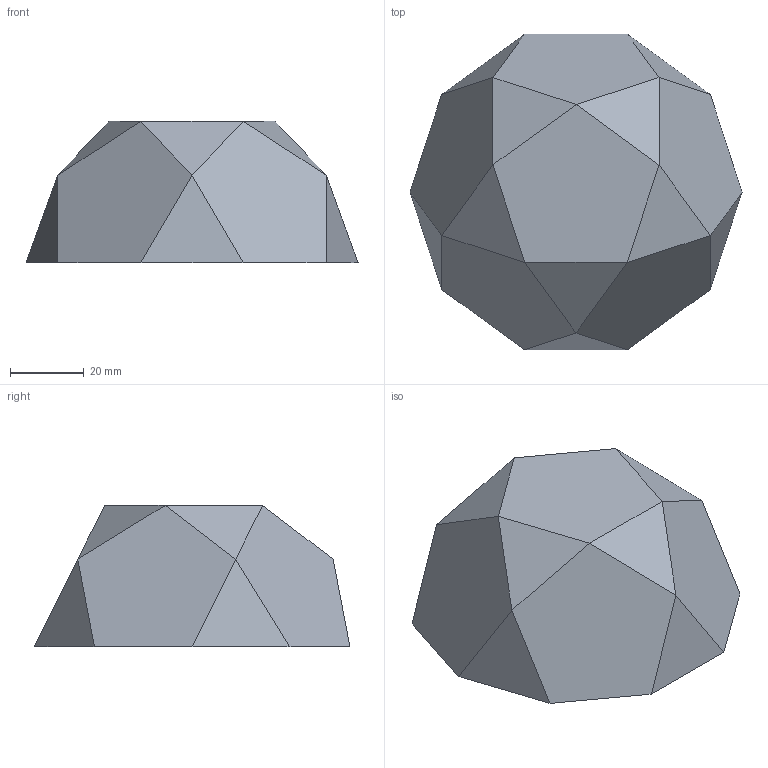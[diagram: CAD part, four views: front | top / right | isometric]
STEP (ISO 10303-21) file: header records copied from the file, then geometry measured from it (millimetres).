
FILE_DESCRIPTION(/* description */ (''),/* implementation_level */ '2;1');
FILE_NAME(/* name */ 'Spore (Half sphere with thickness)',/* time_stamp */ '2018-05-08T09:27:30-07:00',/* author */ (''),/* organization */ (''),/* preprocessor_version */ 'ST-DEVELOPER v16.5',/* originating_system */ '',/* authorisation */ '');
FILE_SCHEMA (('AUTOMOTIVE_DESIGN'));
Length unit declared in the file: millimetre
Products named in the file (1): Document
Bounding box: 90 x 85.6 x 38.28 mm (x, y, z)
Volume: 21553.1 mm3; surface area: 22141.8 mm2
Topology: 1 solids, 1 shells, 33 faces, 100 edges, 70 vertices
Faces by surface type: plane 33
Entity records: 1071 total; most frequent: CARTESIAN_POINT 367, ORIENTED_EDGE 200, EDGE_CURVE 100, B_SPLINE_CURVE_WITH_KNOTS 100, VERTEX_POINT 70, DIRECTION 37, AXIS2_PLACEMENT_3D 35, EDGE_LOOP 34
